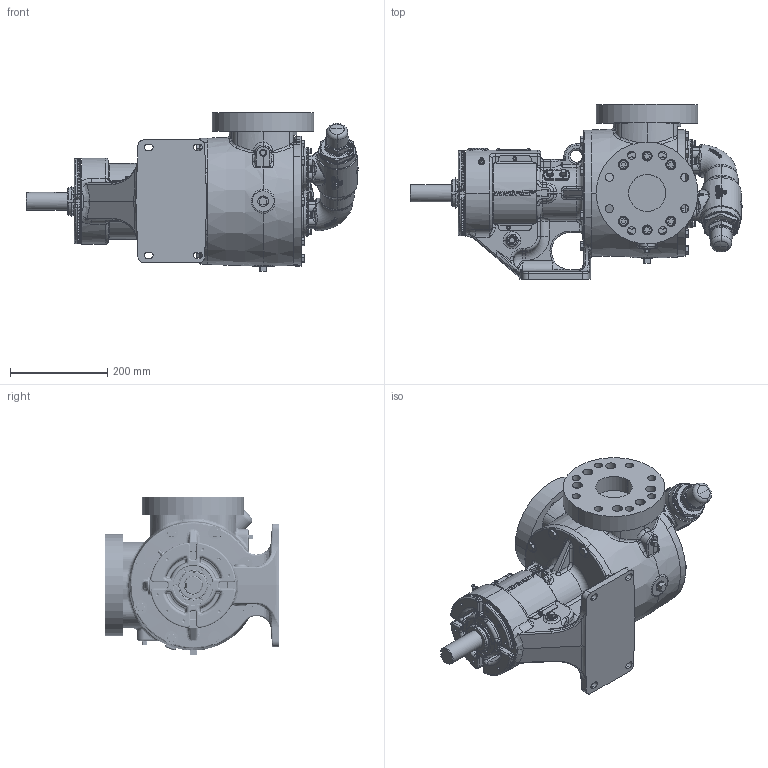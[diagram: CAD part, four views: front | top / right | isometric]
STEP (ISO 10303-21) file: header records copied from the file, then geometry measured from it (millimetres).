
FILE_DESCRIPTION (( 'STEP AP214' ), '1' );
FILE_NAME ('LV-4822.step', '2025-12-05T14:07:50', ( '' ), ( '' ), 'SwSTEP 2.0', 'SolidWorks 2024', '' );
FILE_SCHEMA (( 'AUTOMOTIVE_DESIGN' ));
Length unit declared in the file: millimetre
Products named in the file (1): LV-4822
Bounding box: 684.39 x 360.36 x 326.71 mm (x, y, z)
Volume: 19846829 mm3; surface area: 1045765.5 mm2
Topology: 1 solids, 1 shells, 5974 faces, 15389 edges, 9624 vertices
Faces by surface type: plane 2044, bspline 1755, cylinder 1174, cone 713, torus 214, sphere 74
Entity records: 272143 total; most frequent: CARTESIAN_POINT 141438, ORIENTED_EDGE 30512, DIRECTION 22274, EDGE_CURVE 15256, VERTEX_POINT 9621, AXIS2_PLACEMENT_3D 8209, EDGE_LOOP 6367, ADVANCED_FACE 5974
